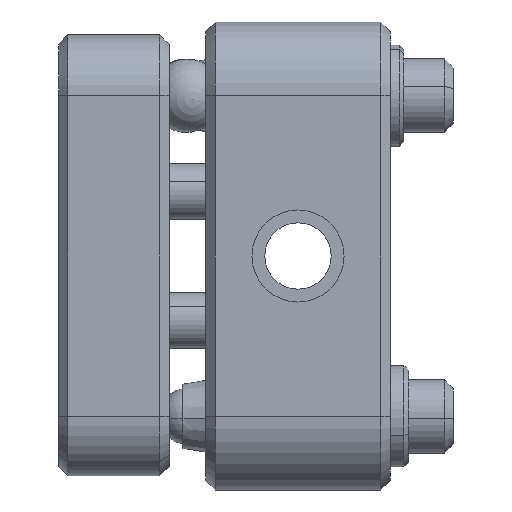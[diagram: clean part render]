
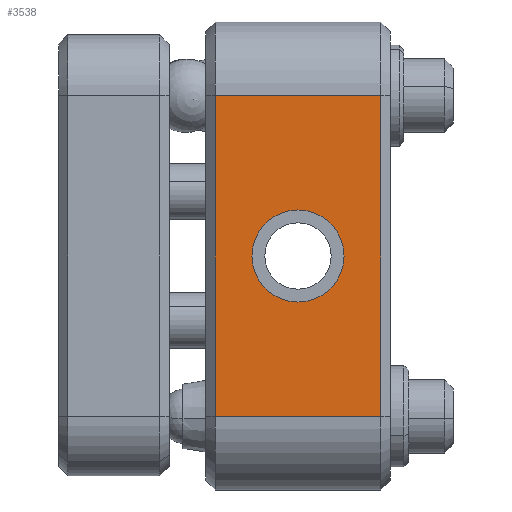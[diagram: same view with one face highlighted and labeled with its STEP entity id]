
A CAD part, front view. The second image highlights one B-rep face of the part: STEP entity #3538.
In plain terms, the highlighted planar face has unit normal (0, -1, 0).
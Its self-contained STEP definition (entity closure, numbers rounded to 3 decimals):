
#73 = FACE_BOUND ( 'NONE', #10498, .T. ) ;
#403 = VECTOR ( 'NONE', #5728, 1000. ) ;
#904 = CIRCLE ( 'NONE', #16210, 2.5 ) ;
#906 = VECTOR ( 'NONE', #20026, 1000. ) ;
#1096 = ORIENTED_EDGE ( 'NONE', *, *, #11330, .T. ) ;
#1202 = LINE ( 'NONE', #4167, #13067 ) ;
#1315 = CARTESIAN_POINT ( 'NONE',  ( 22.844, 0., -11.3 ) ) ;
#3023 = CARTESIAN_POINT ( 'NONE',  ( 27.844, 0., -20. ) ) ;
#3336 = DIRECTION ( 'NONE',  ( 0., 1., 0. ) ) ;
#3538 = ADVANCED_FACE ( 'NONE', ( #73, #5410 ), #20769, .F. ) ;
#4086 = CARTESIAN_POINT ( 'NONE',  ( 22.844, 0., -11.3 ) ) ;
#4167 = CARTESIAN_POINT ( 'NONE',  ( 27.344, 0., -2.6 ) ) ;
#4221 = CARTESIAN_POINT ( 'NONE',  ( 22.844, 0., -13.8 ) ) ;
#4742 = CARTESIAN_POINT ( 'NONE',  ( 27.844, 0., -24. ) ) ;
#5410 = FACE_OUTER_BOUND ( 'NONE', #10106, .T. ) ;
#5728 = DIRECTION ( 'NONE',  ( -1., 0., 0. ) ) ;
#5895 = DIRECTION ( 'NONE',  ( 0., 1., 0. ) ) ;
#6331 = AXIS2_PLACEMENT_3D ( 'NONE', #4086, #5895, #7556 ) ;
#6411 = VERTEX_POINT ( 'NONE', #21471 ) ;
#7556 = DIRECTION ( 'NONE',  ( 0., 0., 1. ) ) ;
#7687 = CARTESIAN_POINT ( 'NONE',  ( 18.344, 0., -24. ) ) ;
#8879 = CARTESIAN_POINT ( 'NONE',  ( 18.344, 0., -2.6 ) ) ;
#9580 = CARTESIAN_POINT ( 'NONE',  ( 22.844, 0., -8.8 ) ) ;
#9982 = CIRCLE ( 'NONE', #6331, 2.5 ) ;
#10106 = EDGE_LOOP ( 'NONE', ( #19009, #1096, #11096, #22637 ) ) ;
#10388 = LINE ( 'NONE', #16230, #403 ) ;
#10498 = EDGE_LOOP ( 'NONE', ( #17659, #18400 ) ) ;
#11096 = ORIENTED_EDGE ( 'NONE', *, *, #21217, .T. ) ;
#11330 = EDGE_CURVE ( 'NONE', #6411, #17585, #1202, .T. ) ;
#11961 = EDGE_CURVE ( 'NONE', #14625, #6411, #22168, .T. ) ;
#13067 = VECTOR ( 'NONE', #21924, 1000. ) ;
#13426 = CARTESIAN_POINT ( 'NONE',  ( 18.344, 0., -20. ) ) ;
#14526 = AXIS2_PLACEMENT_3D ( 'NONE', #4742, #20627, #17326 ) ;
#14625 = VERTEX_POINT ( 'NONE', #13426 ) ;
#15798 = VERTEX_POINT ( 'NONE', #9580 ) ;
#16210 = AXIS2_PLACEMENT_3D ( 'NONE', #1315, #3336, #22757 ) ;
#16230 = CARTESIAN_POINT ( 'NONE',  ( 27.844, 0., -2.6 ) ) ;
#16453 = EDGE_CURVE ( 'NONE', #18254, #15798, #9982, .T. ) ;
#16873 = DIRECTION ( 'NONE',  ( 1., 0., 0. ) ) ;
#17326 = DIRECTION ( 'NONE',  ( 0., 0., 1. ) ) ;
#17585 = VERTEX_POINT ( 'NONE', #20110 ) ;
#17659 = ORIENTED_EDGE ( 'NONE', *, *, #16453, .T. ) ;
#18033 = VECTOR ( 'NONE', #16873, 1000. ) ;
#18254 = VERTEX_POINT ( 'NONE', #4221 ) ;
#18263 = EDGE_CURVE ( 'NONE', #19223, #14625, #22464, .T. ) ;
#18400 = ORIENTED_EDGE ( 'NONE', *, *, #21831, .T. ) ;
#19009 = ORIENTED_EDGE ( 'NONE', *, *, #11961, .T. ) ;
#19223 = VERTEX_POINT ( 'NONE', #8879 ) ;
#20026 = DIRECTION ( 'NONE',  ( 0., 0., -1. ) ) ;
#20110 = CARTESIAN_POINT ( 'NONE',  ( 27.344, 0., -2.6 ) ) ;
#20627 = DIRECTION ( 'NONE',  ( 0., 1., 0. ) ) ;
#20769 = PLANE ( 'NONE',  #14526 ) ;
#21217 = EDGE_CURVE ( 'NONE', #17585, #19223, #10388, .T. ) ;
#21471 = CARTESIAN_POINT ( 'NONE',  ( 27.344, 0., -20. ) ) ;
#21831 = EDGE_CURVE ( 'NONE', #15798, #18254, #904, .T. ) ;
#21924 = DIRECTION ( 'NONE',  ( 0., 0., 1. ) ) ;
#22168 = LINE ( 'NONE', #3023, #18033 ) ;
#22464 = LINE ( 'NONE', #7687, #906 ) ;
#22637 = ORIENTED_EDGE ( 'NONE', *, *, #18263, .T. ) ;
#22757 = DIRECTION ( 'NONE',  ( 0., 0., 1. ) ) ;
